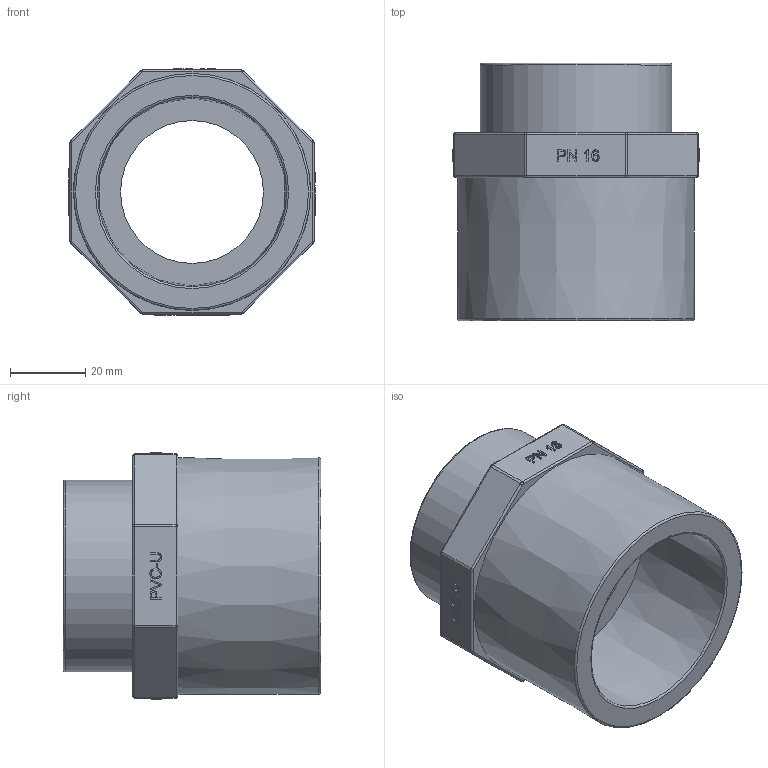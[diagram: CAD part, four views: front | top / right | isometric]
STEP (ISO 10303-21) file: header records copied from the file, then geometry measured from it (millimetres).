
FILE_DESCRIPTION(/* description */ (''),/* implementation_level */ '2;1');
FILE_NAME(/* name */ 'Z1E050040.stp',/* time_stamp */ '2025-07-24T10:44:22+08:00',/* author */ (''),/* organization */ (''),/* preprocessor_version */ 'ST-DEVELOPER v16.7',/* originating_system */ 'SIEMENS PLM Software NX 12.0',/* authorisation */ '');
FILE_SCHEMA (('AUTOMOTIVE_DESIGN { 1 0 10303 214 3 1 1 1 }'));
Length unit declared in the file: millimetre
Products named in the file (1): Admi07D8A7E3vmwn
Bounding box: 65.5 x 68.5 x 65.5 mm (x, y, z)
Volume: 90533.6 mm3; surface area: 29187.9 mm2
Topology: 1 solids, 1 shells, 323 faces, 801 edges, 522 vertices
Faces by surface type: plane 198, extrusion 57, cylinder 44, bspline 18, torus 4, cone 2
Full cylindrical faces by diameter (mm): 1.7 x1, 2.3 x1, 38 x1, 41.91 x9, 45 x1, 51 x1
Entity records: 13522 total; most frequent: CARTESIAN_POINT 6877, ORIENTED_EDGE 1522, DIRECTION 991, EDGE_CURVE 761, VERTEX_POINT 503, B_SPLINE_CURVE_WITH_KNOTS 461, EDGE_LOOP 370, AXIS2_PLACEMENT_3D 336
